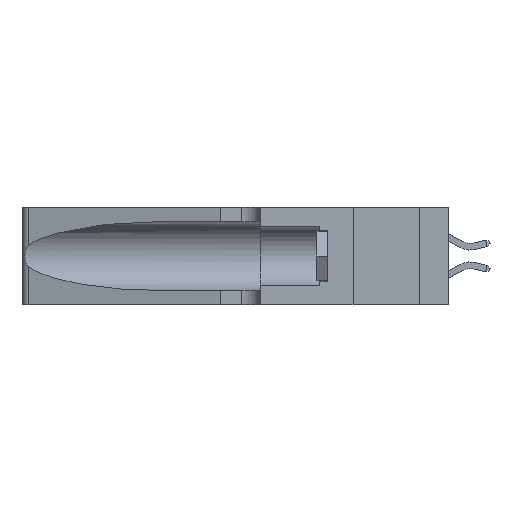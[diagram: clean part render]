
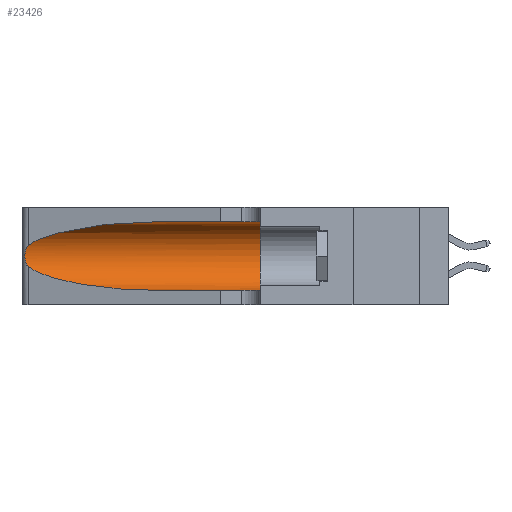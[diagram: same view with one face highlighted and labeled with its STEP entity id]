
A CAD part, left-side view. The second image highlights one B-rep face of the part: STEP entity #23426.
In plain terms, the highlighted cylindrical face has radius 3.308 mm (diameter 6.617 mm), a partial arc.
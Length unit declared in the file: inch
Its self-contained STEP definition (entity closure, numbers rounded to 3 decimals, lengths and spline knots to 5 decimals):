
#1124 = EDGE_CURVE ( 'NONE', #13867, #25140, #26579, .T. ) ;
#1422 = CARTESIAN_POINT ( 'NONE',  ( 0.1305, 0.35, 0.31525 ) ) ;
#1581 = AXIS2_PLACEMENT_3D ( 'NONE', #28560, #14297, #30404 ) ;
#1639 = CARTESIAN_POINT ( 'NONE',  ( 0.25487, 1.22718, 0.22369 ) ) ;
#1745 = CARTESIAN_POINT ( 'NONE',  ( 0.25487, 1.22718, 0.14631 ) ) ;
#2295 = CARTESIAN_POINT ( 'NONE',  ( 0.1305, 0.72297, 0.31525 ) ) ;
#3070 = VERTEX_POINT ( 'NONE', #13414 ) ;
#4009 = CARTESIAN_POINT ( 'NONE',  ( 0.25639, 1.23184, 0.21858 ) ) ;
#4402 = ORIENTED_EDGE ( 'NONE', *, *, #12464, .F. ) ;
#6123 = DIRECTION ( 'NONE',  ( 0., -1., 0. ) ) ;
#6416 = CARTESIAN_POINT ( 'NONE',  ( 0.25854, 1.2359, 0.20912 ) ) ;
#8235 = CARTESIAN_POINT ( 'NONE',  ( 0.1305, 1.61858, 0.185 ) ) ;
#8831 = CARTESIAN_POINT ( 'NONE',  ( 0.26075, 1.23896, 0.19203 ) ) ;
#9976 = EDGE_CURVE ( 'NONE', #25140, #17502, #29782, .T. ) ;
#10718 = CARTESIAN_POINT ( 'NONE',  ( 0.1305, 0.72297, 0.05475 ) ) ;
#11262 = CARTESIAN_POINT ( 'NONE',  ( 0.26017, 1.23833, 0.17102 ) ) ;
#12005 = ORIENTED_EDGE ( 'NONE', *, *, #9976, .T. ) ;
#12464 = EDGE_CURVE ( 'NONE', #22187, #3070, #14861, .T. ) ;
#12519 = ORIENTED_EDGE ( 'NONE', *, *, #13560, .T. ) ;
#13077 = DIRECTION ( 'NONE',  ( 0., -1., 0. ) ) ;
#13414 = CARTESIAN_POINT ( 'NONE',  ( 0.1305, 0.35, 0.05475 ) ) ;
#13468 = CARTESIAN_POINT ( 'NONE',  ( 0.25487, 1.22718, 0.22369 ) ) ;
#13560 = EDGE_CURVE ( 'NONE', #17502, #14998, #18761, .T. ) ;
#13675 = CARTESIAN_POINT ( 'NONE',  ( 0.25789, 1.23486, 0.15765 ) ) ;
#13789 = CARTESIAN_POINT ( 'NONE',  ( 0.1305, 0.72297, 0.31525 ) ) ;
#13867 = VERTEX_POINT ( 'NONE', #2295 ) ;
#13882 = CARTESIAN_POINT ( 'NONE',  ( 0.2373, 1.15595, 0.28018 ) ) ;
#14297 = DIRECTION ( 'NONE',  ( 0., 1., 0. ) ) ;
#14861 = CIRCLE ( 'NONE', #1581, 0.13025 ) ;
#14998 = VERTEX_POINT ( 'NONE', #10718 ) ;
#15019 = AXIS2_PLACEMENT_3D ( 'NONE', #8235, #13077, #29745 ) ;
#15025 = ORIENTED_EDGE ( 'NONE', *, *, #18630, .T. ) ;
#15084 = EDGE_LOOP ( 'NONE', ( #20138, #12005, #12519, #15025, #4402, #25038 ) ) ;
#15623 = CARTESIAN_POINT ( 'NONE',  ( 0.1305, 0.72297, 0.05475 ) ) ;
#16079 = CARTESIAN_POINT ( 'NONE',  ( 0.25555, 1.22993, 0.14849 ) ) ;
#16083 = CARTESIAN_POINT ( 'NONE',  ( 0.18966, 0.96281, 0.31525 ) ) ;
#17483 = VECTOR ( 'NONE', #23687, 39.37008 ) ;
#17502 = VERTEX_POINT ( 'NONE', #19481 ) ;
#18122 = CARTESIAN_POINT ( 'NONE',  ( 0.1305, 1.61858, 0.31525 ) ) ;
#18235 = LINE ( 'NONE', #30821, #17483 ) ;
#18630 = EDGE_CURVE ( 'NONE', #14998, #3070, #18235, .T. ) ;
#18761 =( BOUNDED_CURVE ( )  B_SPLINE_CURVE ( 3, ( #22709, #20313, #29849, #15623 ),
 .UNSPECIFIED., .F., .F. ) 
 B_SPLINE_CURVE_WITH_KNOTS ( ( 4, 4 ),
 ( 3.44316, 4.71239 ),
 .UNSPECIFIED. ) 
 CURVE ( )  GEOMETRIC_REPRESENTATION_ITEM ( )  RATIONAL_B_SPLINE_CURVE ( ( 1., 0.87, 0.87, 1. ) ) 
 REPRESENTATION_ITEM ( '' )  );
#19481 = CARTESIAN_POINT ( 'NONE',  ( 0.25487, 1.22718, 0.14631 ) ) ;
#20138 = ORIENTED_EDGE ( 'NONE', *, *, #1124, .T. ) ;
#20313 = CARTESIAN_POINT ( 'NONE',  ( 0.2373, 1.15595, 0.08982 ) ) ;
#20801 = CARTESIAN_POINT ( 'NONE',  ( 0.25787, 1.23484, 0.2124 ) ) ;
#22187 = VERTEX_POINT ( 'NONE', #1422 ) ;
#22709 = CARTESIAN_POINT ( 'NONE',  ( 0.25487, 1.22718, 0.14631 ) ) ;
#23186 = CARTESIAN_POINT ( 'NONE',  ( 0.26018, 1.23835, 0.19895 ) ) ;
#23426 = ADVANCED_FACE ( 'NONE', ( #30674 ), #29928, .F. ) ;
#23687 = DIRECTION ( 'NONE',  ( 0., -1., 0. ) ) ;
#25038 = ORIENTED_EDGE ( 'NONE', *, *, #26009, .F. ) ;
#25140 = VERTEX_POINT ( 'NONE', #26807 ) ;
#25582 = CARTESIAN_POINT ( 'NONE',  ( 0.26075, 1.23896, 0.178 ) ) ;
#26009 = EDGE_CURVE ( 'NONE', #13867, #22187, #28724, .T. ) ;
#26527 = VECTOR ( 'NONE', #6123, 39.37008 ) ;
#26579 =( BOUNDED_CURVE ( )  B_SPLINE_CURVE ( 3, ( #13789, #16083, #13882, #13468 ),
 .UNSPECIFIED., .F., .F. ) 
 B_SPLINE_CURVE_WITH_KNOTS ( ( 4, 4 ),
 ( 1.5708, 2.84003 ),
 .UNSPECIFIED. ) 
 CURVE ( )  GEOMETRIC_REPRESENTATION_ITEM ( )  RATIONAL_B_SPLINE_CURVE ( ( 1., 0.87, 0.87, 1. ) ) 
 REPRESENTATION_ITEM ( '' )  );
#26807 = CARTESIAN_POINT ( 'NONE',  ( 0.25487, 1.22718, 0.22369 ) ) ;
#27960 = CARTESIAN_POINT ( 'NONE',  ( 0.25856, 1.23593, 0.16098 ) ) ;
#28560 = CARTESIAN_POINT ( 'NONE',  ( 0.1305, 0.35, 0.185 ) ) ;
#28724 = LINE ( 'NONE', #18122, #26527 ) ;
#29745 = DIRECTION ( 'NONE',  ( 0., 0., -1. ) ) ;
#29782 = B_SPLINE_CURVE_WITH_KNOTS ( 'NONE', 3,
 ( #1639, #30213, #4009, #20801, #6416, #23186, #8831, #25582, #11262, #27960, #13675, #30313, #16079, #1745 ),
 .UNSPECIFIED., .F., .F.,
 ( 4, 2, 2, 2, 2, 2, 4 ),
 ( 0., 0.00027, 0.00053, 0.00107, 0.0016, 0.00187, 0.00214 ),
 .UNSPECIFIED. ) ;
#29849 = CARTESIAN_POINT ( 'NONE',  ( 0.18966, 0.96281, 0.05475 ) ) ;
#29928 = CYLINDRICAL_SURFACE ( 'NONE', #15019, 0.13025 ) ;
#30213 = CARTESIAN_POINT ( 'NONE',  ( 0.25555, 1.22994, 0.2215 ) ) ;
#30313 = CARTESIAN_POINT ( 'NONE',  ( 0.25639, 1.23186, 0.15144 ) ) ;
#30404 = DIRECTION ( 'NONE',  ( 0., 0., 1. ) ) ;
#30674 = FACE_OUTER_BOUND ( 'NONE', #15084, .T. ) ;
#30821 = CARTESIAN_POINT ( 'NONE',  ( 0.1305, 1.61858, 0.05475 ) ) ;
